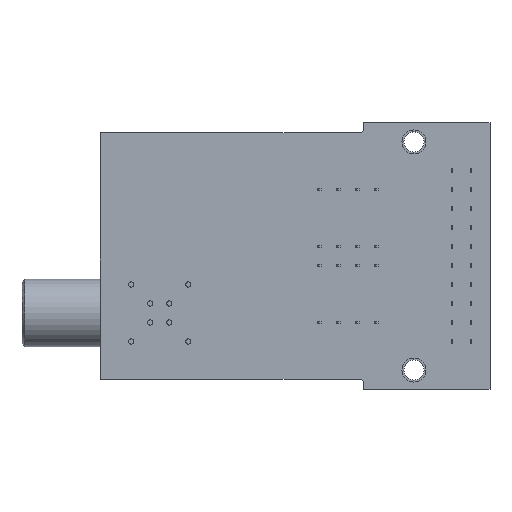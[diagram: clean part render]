
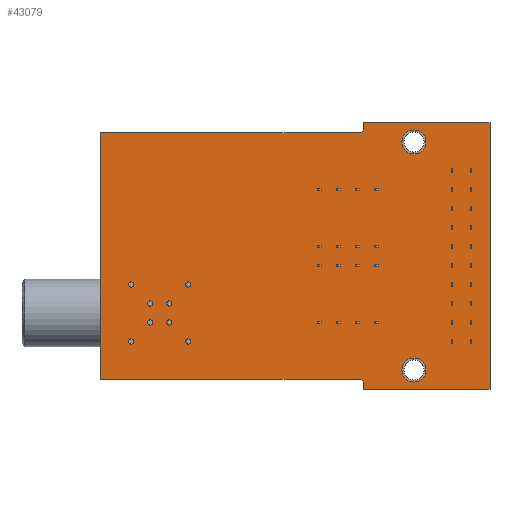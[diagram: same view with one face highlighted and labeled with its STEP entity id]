
A CAD part, top view. The second image highlights one B-rep face of the part: STEP entity #43079.
In plain terms, the highlighted planar face has unit normal (0, 0, 1).
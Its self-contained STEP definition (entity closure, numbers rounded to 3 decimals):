
#42781=CARTESIAN_POINT('',(-4.775,15.24,12.9));
#42782=VERTEX_POINT('',#42781);
#42798=CARTESIAN_POINT('',(-7.975,15.24,12.9));
#42799=VERTEX_POINT('',#42798);
#42806=CARTESIAN_POINT('',(-6.375,15.24,12.9));
#42807=DIRECTION('',(0.0,0.0,-1.0));
#42808=DIRECTION('',(1.0,0.0,0.0));
#42809=AXIS2_PLACEMENT_3D('',#42806,#42807,#42808);
#42810=CIRCLE('',#42809,1.6);
#42811=EDGE_CURVE('',#42782,#42799,#42810,.T.);
#42823=CARTESIAN_POINT('',(-4.775,-15.24,12.9));
#42824=VERTEX_POINT('',#42823);
#42840=CARTESIAN_POINT('',(-7.975,-15.24,12.9));
#42841=VERTEX_POINT('',#42840);
#42848=CARTESIAN_POINT('',(-6.375,-15.24,12.9));
#42849=DIRECTION('',(0.0,0.0,-1.0));
#42850=DIRECTION('',(1.0,0.0,0.0));
#42851=AXIS2_PLACEMENT_3D('',#42848,#42849,#42850);
#42852=CIRCLE('',#42851,1.6);
#42853=EDGE_CURVE('',#42824,#42841,#42852,.T.);
#42874=CARTESIAN_POINT('',(-13.685,16.48,12.9));
#42875=VERTEX_POINT('',#42874);
#42882=CARTESIAN_POINT('',(-13.085,17.08,12.9));
#42883=VERTEX_POINT('',#42882);
#42884=CARTESIAN_POINT('',(-13.685,17.08,12.9));
#42885=DIRECTION('',(0.0,0.0,1.0));
#42886=DIRECTION('',(0.707,-0.707,0.0));
#42887=AXIS2_PLACEMENT_3D('',#42884,#42885,#42886);
#42888=CIRCLE('',#42887,0.6);
#42889=EDGE_CURVE('',#42875,#42883,#42888,.T.);
#42914=CARTESIAN_POINT('',(-48.285,16.48,12.9));
#42915=VERTEX_POINT('',#42914);
#42922=CARTESIAN_POINT('',(-48.285,16.48,12.9));
#42923=DIRECTION('',(1.0,0.0,0.0));
#42924=VECTOR('',#42923,34.6);
#42925=LINE('',#42922,#42924);
#42926=EDGE_CURVE('',#42915,#42875,#42925,.T.);
#42947=CARTESIAN_POINT('',(-13.085,-17.08,12.9));
#42948=VERTEX_POINT('',#42947);
#42955=CARTESIAN_POINT('',(-13.685,-16.48,12.9));
#42956=VERTEX_POINT('',#42955);
#42957=CARTESIAN_POINT('',(-13.685,-17.08,12.9));
#42958=DIRECTION('',(0.0,0.0,1.0));
#42959=DIRECTION('',(0.707,0.707,0.0));
#42960=AXIS2_PLACEMENT_3D('',#42957,#42958,#42959);
#42961=CIRCLE('',#42960,0.6);
#42962=EDGE_CURVE('',#42948,#42956,#42961,.T.);
#42987=CARTESIAN_POINT('',(-13.085,-17.78,12.9));
#42988=VERTEX_POINT('',#42987);
#42995=CARTESIAN_POINT('',(-13.085,-17.78,12.9));
#42996=DIRECTION('',(0.0,1.0,0.0));
#42997=VECTOR('',#42996,0.7);
#42998=LINE('',#42995,#42997);
#42999=EDGE_CURVE('',#42988,#42948,#42998,.T.);
#43004=CARTESIAN_POINT('',(-21.728,0.,12.9));
#43005=DIRECTION('',(0.0,0.0,-1.0));
#43006=DIRECTION('',(1.0,0.0,0.0));
#43007=AXIS2_PLACEMENT_3D('',#43004,#43005,#43006);
#43008=PLANE('',#43007);
#43009=CARTESIAN_POINT('',(-48.285,-16.48,12.9));
#43010=VERTEX_POINT('',#43009);
#43011=CARTESIAN_POINT('',(-48.285,-16.48,12.9));
#43012=DIRECTION('',(0.0,1.0,0.0));
#43013=VECTOR('',#43012,32.96);
#43014=LINE('',#43011,#43013);
#43015=EDGE_CURVE('',#43010,#42915,#43014,.T.);
#43016=ORIENTED_EDGE('',*,*,#43015,.F.);
#43017=CARTESIAN_POINT('',(-13.685,-16.48,12.9));
#43018=DIRECTION('',(-1.0,0.0,0.0));
#43019=VECTOR('',#43018,34.6);
#43020=LINE('',#43017,#43019);
#43021=EDGE_CURVE('',#42956,#43010,#43020,.T.);
#43022=ORIENTED_EDGE('',*,*,#43021,.F.);
#43023=ORIENTED_EDGE('',*,*,#42962,.F.);
#43024=ORIENTED_EDGE('',*,*,#42999,.F.);
#43025=CARTESIAN_POINT('',(3.785,-17.78,12.9));
#43026=VERTEX_POINT('',#43025);
#43027=CARTESIAN_POINT('',(3.785,-17.78,12.9));
#43028=DIRECTION('',(-1.0,0.0,0.0));
#43029=VECTOR('',#43028,16.87);
#43030=LINE('',#43027,#43029);
#43031=EDGE_CURVE('',#43026,#42988,#43030,.T.);
#43032=ORIENTED_EDGE('',*,*,#43031,.F.);
#43033=CARTESIAN_POINT('',(3.785,17.78,12.9));
#43034=VERTEX_POINT('',#43033);
#43035=CARTESIAN_POINT('',(3.785,17.78,12.9));
#43036=DIRECTION('',(0.0,-1.0,0.0));
#43037=VECTOR('',#43036,35.56);
#43038=LINE('',#43035,#43037);
#43039=EDGE_CURVE('',#43034,#43026,#43038,.T.);
#43040=ORIENTED_EDGE('',*,*,#43039,.F.);
#43041=CARTESIAN_POINT('',(-13.085,17.78,12.9));
#43042=VERTEX_POINT('',#43041);
#43043=CARTESIAN_POINT('',(-13.085,17.78,12.9));
#43044=DIRECTION('',(1.0,0.0,0.0));
#43045=VECTOR('',#43044,16.87);
#43046=LINE('',#43043,#43045);
#43047=EDGE_CURVE('',#43042,#43034,#43046,.T.);
#43048=ORIENTED_EDGE('',*,*,#43047,.F.);
#43049=CARTESIAN_POINT('',(-13.085,17.08,12.9));
#43050=DIRECTION('',(0.0,1.0,0.0));
#43051=VECTOR('',#43050,0.7);
#43052=LINE('',#43049,#43051);
#43053=EDGE_CURVE('',#42883,#43042,#43052,.T.);
#43054=ORIENTED_EDGE('',*,*,#43053,.F.);
#43055=ORIENTED_EDGE('',*,*,#42889,.F.);
#43056=ORIENTED_EDGE('',*,*,#42926,.F.);
#43057=EDGE_LOOP('',(#43016,#43022,#43023,#43024,#43032,#43040,#43048,#43054,#43055,#43056));
#43058=FACE_OUTER_BOUND('',#43057,.T.);
#43059=ORIENTED_EDGE('',*,*,#42811,.T.);
#43060=CARTESIAN_POINT('',(-6.375,15.24,12.9));
#43061=DIRECTION('',(0.0,0.0,-1.0));
#43062=DIRECTION('',(1.0,0.0,0.0));
#43063=AXIS2_PLACEMENT_3D('',#43060,#43061,#43062);
#43064=CIRCLE('',#43063,1.6);
#43065=EDGE_CURVE('',#42799,#42782,#43064,.T.);
#43066=ORIENTED_EDGE('',*,*,#43065,.T.);
#43067=EDGE_LOOP('',(#43059,#43066));
#43068=FACE_BOUND('',#43067,.T.);
#43069=ORIENTED_EDGE('',*,*,#42853,.T.);
#43070=CARTESIAN_POINT('',(-6.375,-15.24,12.9));
#43071=DIRECTION('',(0.0,0.0,-1.0));
#43072=DIRECTION('',(1.0,0.0,0.0));
#43073=AXIS2_PLACEMENT_3D('',#43070,#43071,#43072);
#43074=CIRCLE('',#43073,1.6);
#43075=EDGE_CURVE('',#42841,#42824,#43074,.T.);
#43076=ORIENTED_EDGE('',*,*,#43075,.T.);
#43077=EDGE_LOOP('',(#43069,#43076));
#43078=FACE_BOUND('',#43077,.T.);
#43079=ADVANCED_FACE('',(#43058,#43068,#43078),#43008,.F.);
